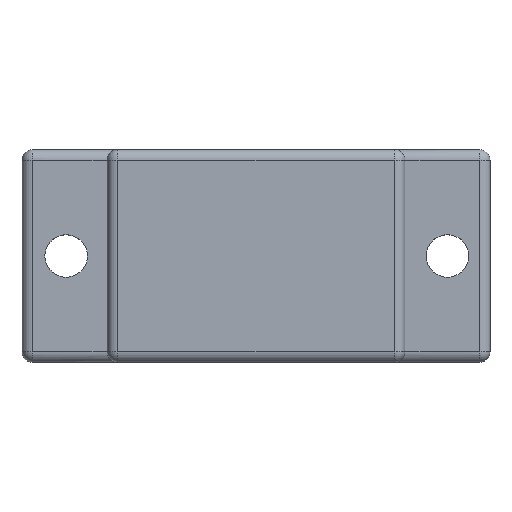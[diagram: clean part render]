
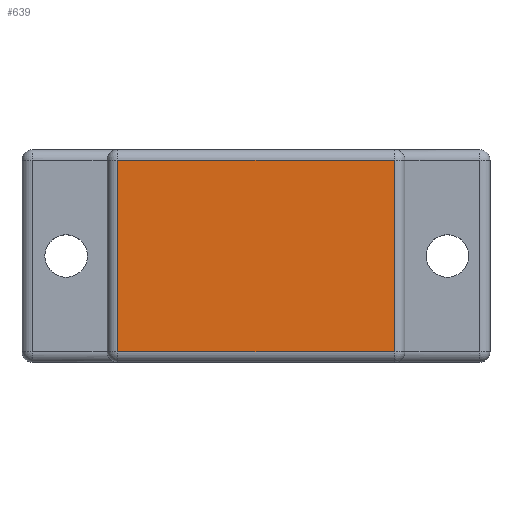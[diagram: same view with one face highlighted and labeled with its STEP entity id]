
A CAD part, top view. The second image highlights one B-rep face of the part: STEP entity #639.
In plain terms, the highlighted planar face has unit normal (0, 0, 1).
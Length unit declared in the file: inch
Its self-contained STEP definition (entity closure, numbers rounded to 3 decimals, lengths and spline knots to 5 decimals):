
#21=PLANE('',#699);
#39=LINE('',#1002,#95);
#43=LINE('',#1018,#99);
#45=LINE('',#1021,#101);
#47=LINE('',#1024,#103);
#95=VECTOR('',#793,0.3937);
#99=VECTOR('',#811,0.3937);
#101=VECTOR('',#815,0.3937);
#103=VECTOR('',#819,0.3937);
#183=FACE_OUTER_BOUND('',#225,.T.);
#225=EDGE_LOOP('',(#493,#494,#495,#496));
#290=VERTEX_POINT('',#964);
#295=VERTEX_POINT('',#977);
#300=VERTEX_POINT('',#990);
#305=VERTEX_POINT('',#1006);
#359=EDGE_CURVE('',#290,#300,#39,.T.);
#367=EDGE_CURVE('',#300,#305,#43,.T.);
#369=EDGE_CURVE('',#305,#295,#45,.T.);
#371=EDGE_CURVE('',#295,#290,#47,.T.);
#493=ORIENTED_EDGE('',*,*,#359,.F.);
#494=ORIENTED_EDGE('',*,*,#371,.F.);
#495=ORIENTED_EDGE('',*,*,#369,.F.);
#496=ORIENTED_EDGE('',*,*,#367,.F.);
#639=ADVANCED_FACE('',(#183),#21,.T.);
#699=AXIS2_PLACEMENT_3D('',#1046,#835,#836);
#793=DIRECTION('',(-1.,0.,0.));
#811=DIRECTION('',(0.,1.,0.));
#815=DIRECTION('',(1.,0.,0.));
#819=DIRECTION('',(0.,-1.,0.));
#835=DIRECTION('center_axis',(0.,0.,1.));
#836=DIRECTION('ref_axis',(1.,0.,0.));
#964=CARTESIAN_POINT('',(0.65,-0.45,1.75));
#977=CARTESIAN_POINT('',(0.65,0.45,1.75));
#990=CARTESIAN_POINT('',(-0.65,-0.45,1.75));
#1002=CARTESIAN_POINT('',(-0.35,-0.45,1.75));
#1006=CARTESIAN_POINT('',(-0.65,0.45,1.75));
#1018=CARTESIAN_POINT('',(-0.65,0.25,1.75));
#1021=CARTESIAN_POINT('',(0.35,0.45,1.75));
#1024=CARTESIAN_POINT('',(0.65,-0.25,1.75));
#1046=CARTESIAN_POINT('Origin',(0.,0.,1.75));
